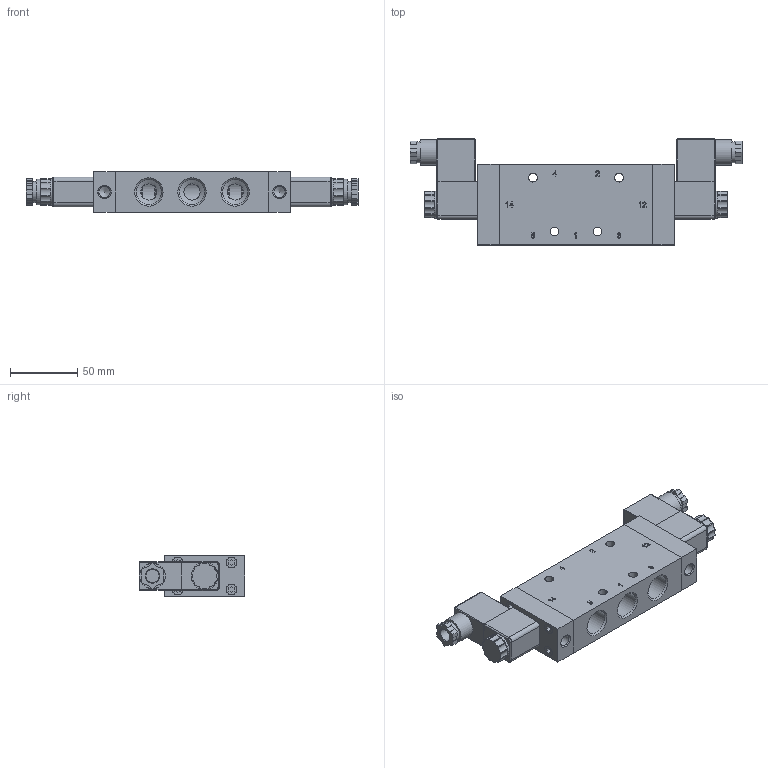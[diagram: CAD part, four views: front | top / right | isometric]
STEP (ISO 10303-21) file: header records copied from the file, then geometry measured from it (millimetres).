
FILE_DESCRIPTION(/* description */ ('Unknown'),/* implementation_level */ '2;1');
FILE_NAME(/* name */ 'GZ-MEH 533 121',/* time_stamp */ '2026-01-13T09:47:22+01:00',/* author */ ('Unknown'),/* organization */ ('HAFNER Pneumatika Kft'),/* preprocessor_version */ 'ST-DEVELOPER v16.7',/* originating_system */ 'Solid Edge',/* authorisation */ 'Unknown');
FILE_SCHEMA (('AUTOMOTIVE_DESIGN {1 0 10303 214 3 1 1}'));
Length unit declared in the file: millimetre
Products named in the file (2): GZ-MEH533121
Assembly tree (1 placements, depth 2):
  GZ-MEH533121
    GZ-MEH533121
Bounding box: 246.5 x 78.7 x 30 mm (x, y, z)
Volume: 274707.8 mm3; surface area: 79856.5 mm2
Topology: 7 solids, 7 shells, 810 faces, 2050 edges, 1340 vertices
Faces by surface type: plane 502, cylinder 172, bspline 80, cone 44, sphere 8, torus 4
Full cylindrical faces by diameter (mm): 1.5 x6, 2.459 x4, 3.236 x2, 4.134 x16, 6 x2, 6.1 x2, 6.6 x4, 6.8 x2, 8 x10, 8.15 x2, 8.5 x2, 8.566 x4, 9 x2, 9.15 x2, 9.75 x2, 11.6 x2, 12 x5, 14.5 x2, 15.6 x2, 16 x4, 18.631 x10, 19 x2, 20 x2, 22 x5
Entity records: 30041 total; most frequent: CARTESIAN_POINT 6042, ORIENTED_EDGE 3668, DIRECTION 3490, EDGE_CURVE 1834, VERTEX_POINT 1280, LINE 1244, VECTOR 1244, AXIS2_PLACEMENT_3D 1123
